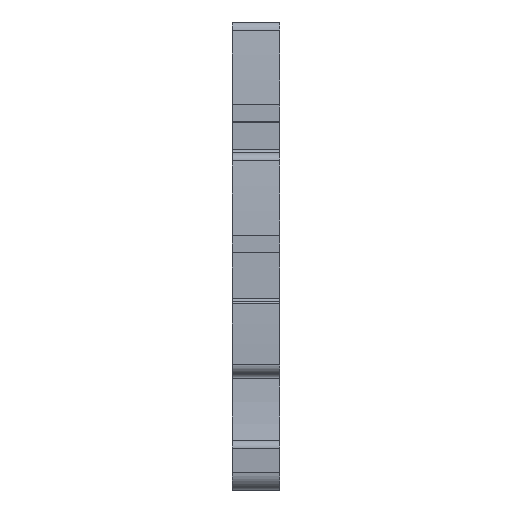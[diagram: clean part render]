
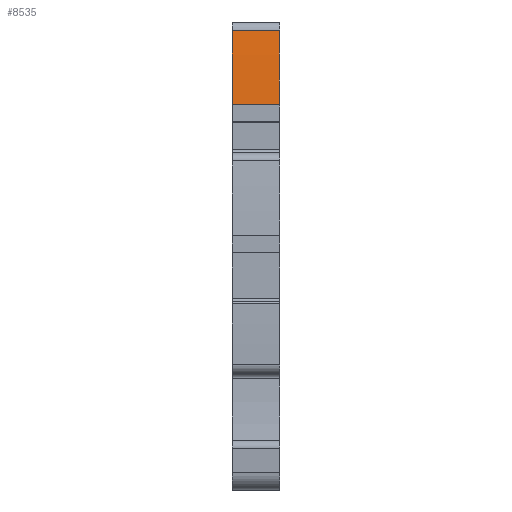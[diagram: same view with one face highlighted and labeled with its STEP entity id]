
A CAD part, front view. The second image highlights one B-rep face of the part: STEP entity #8535.
In plain terms, the highlighted cylindrical face has radius 149.2 mm (diameter 298.4 mm), a partial arc.
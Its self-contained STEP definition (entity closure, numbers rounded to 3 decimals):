
#8508=AXIS2_PLACEMENT_3D('Cylinder Axis2P3D',#8505,#8506,#8507) ;
#8512=AXIS2_PLACEMENT_3D('Circle Axis2P3D',#8510,#8511,$) ;
#8526=AXIS2_PLACEMENT_3D('Circle Axis2P3D',#8524,#8525,$) ;
#8483=CARTESIAN_POINT('Vertex',(0.,23.702,49.272)) ;
#8486=CARTESIAN_POINT('Line Origine',(2.55,23.702,49.272)) ;
#8490=CARTESIAN_POINT('Vertex',(5.05,23.702,49.272)) ;
#8505=CARTESIAN_POINT('Axis2P3D Location',(2.55,171.785,31.05)) ;
#8510=CARTESIAN_POINT('Axis2P3D Location',(0.,171.785,31.05)) ;
#8514=CARTESIAN_POINT('Vertex',(0.,22.935,41.264)) ;
#8517=CARTESIAN_POINT('Line Origine',(2.55,22.935,41.264)) ;
#8521=CARTESIAN_POINT('Vertex',(5.05,22.935,41.264)) ;
#8524=CARTESIAN_POINT('Axis2P3D Location',(5.05,171.785,31.05)) ;
#8487=DIRECTION('Vector Direction',(1.,0.,0.)) ;
#8506=DIRECTION('Axis2P3D Direction',(1.,0.,0.)) ;
#8507=DIRECTION('Axis2P3D XDirection',(0.,-0.993,0.122)) ;
#8511=DIRECTION('Axis2P3D Direction',(1.,0.,0.)) ;
#8518=DIRECTION('Vector Direction',(1.,0.,0.)) ;
#8525=DIRECTION('Axis2P3D Direction',(1.,0.,0.)) ;
#8488=VECTOR('Line Direction',#8487,1.) ;
#8519=VECTOR('Line Direction',#8518,1.) ;
#8530=ORIENTED_EDGE('',*,*,#8492,.F.) ;
#8531=ORIENTED_EDGE('',*,*,#8516,.T.) ;
#8532=ORIENTED_EDGE('',*,*,#8523,.F.) ;
#8533=ORIENTED_EDGE('',*,*,#8528,.F.) ;
#8535=ADVANCED_FACE('MLD1',(#8534),#8509,.T.) ;
#8513=CIRCLE('generated circle',#8512,149.2) ;
#8527=CIRCLE('generated circle',#8526,149.2) ;
#8509=CYLINDRICAL_SURFACE('generated cylinder',#8508,149.2) ;
#8492=EDGE_CURVE('',#8484,#8491,#8489,.T.) ;
#8516=EDGE_CURVE('',#8484,#8515,#8513,.T.) ;
#8523=EDGE_CURVE('',#8522,#8515,#8520,.F.) ;
#8528=EDGE_CURVE('',#8491,#8522,#8527,.T.) ;
#8529=EDGE_LOOP('',(#8530,#8531,#8532,#8533)) ;
#8534=FACE_OUTER_BOUND('',#8529,.T.) ;
#8489=LINE('Line',#8486,#8488) ;
#8520=LINE('Line',#8517,#8519) ;
#8484=VERTEX_POINT('',#8483) ;
#8491=VERTEX_POINT('',#8490) ;
#8515=VERTEX_POINT('',#8514) ;
#8522=VERTEX_POINT('',#8521) ;
